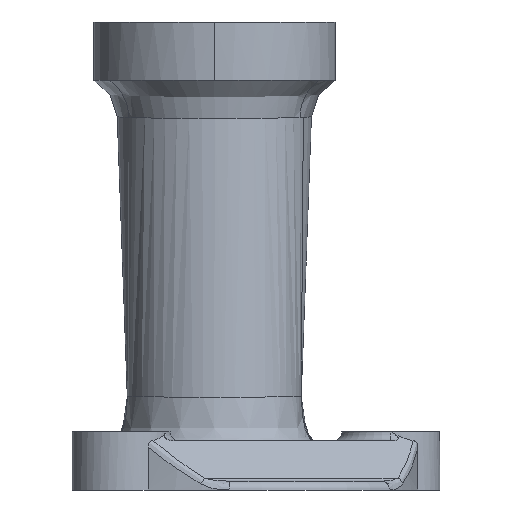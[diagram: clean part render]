
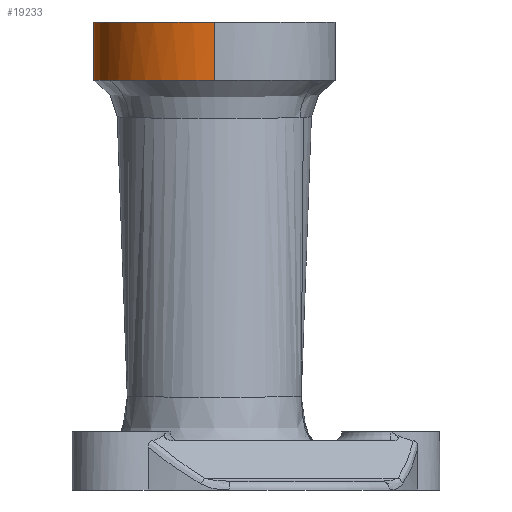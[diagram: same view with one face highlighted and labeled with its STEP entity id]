
A CAD part, left-side view. The second image highlights one B-rep face of the part: STEP entity #19233.
In plain terms, the highlighted cylindrical face has radius 27.125 mm (diameter 54.25 mm), a partial arc.
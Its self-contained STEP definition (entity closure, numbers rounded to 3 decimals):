
#263 = VERTEX_POINT ( 'NONE', #18770 ) ;
#520 = AXIS2_PLACEMENT_3D ( 'NONE', #8366, #15017, #20332 ) ;
#597 = CIRCLE ( 'NONE', #11046, 27.125 ) ;
#1824 = VECTOR ( 'NONE', #2287, 1000. ) ;
#2287 = DIRECTION ( 'NONE',  ( 0., 0., 1. ) ) ;
#2877 = CARTESIAN_POINT ( 'NONE',  ( -163.625, -30.625, 80.778 ) ) ;
#3137 = DIRECTION ( 'NONE',  ( 1., 0., 0. ) ) ;
#3644 = CIRCLE ( 'NONE', #520, 27.125 ) ;
#4365 = EDGE_CURVE ( 'NONE', #18423, #9052, #4627, .T. ) ;
#4627 = CIRCLE ( 'NONE', #14007, 27.125 ) ;
#4805 = CARTESIAN_POINT ( 'NONE',  ( -163.625, -30.625, 80.778 ) ) ;
#4809 = ORIENTED_EDGE ( 'NONE', *, *, #6580, .F. ) ;
#6580 = EDGE_CURVE ( 'NONE', #15221, #18423, #10333, .T. ) ;
#6868 = VECTOR ( 'NONE', #9290, 1000. ) ;
#6901 = DIRECTION ( 'NONE',  ( 1., 0., 0. ) ) ;
#7115 = DIRECTION ( 'NONE',  ( 0., 0., 1. ) ) ;
#7168 = EDGE_CURVE ( 'NONE', #263, #13824, #12263, .T. ) ;
#7386 = FACE_OUTER_BOUND ( 'NONE', #19699, .T. ) ;
#7560 = CARTESIAN_POINT ( 'NONE',  ( -109.375, -30.625, 80.778 ) ) ;
#7921 = DIRECTION ( 'NONE',  ( 0., 0., 1. ) ) ;
#8006 = ORIENTED_EDGE ( 'NONE', *, *, #17287, .T. ) ;
#8141 = CARTESIAN_POINT ( 'NONE',  ( -136.5, -30.625, 80.778 ) ) ;
#8366 = CARTESIAN_POINT ( 'NONE',  ( -136.5, -30.625, 80.778 ) ) ;
#8794 = CARTESIAN_POINT ( 'NONE',  ( -109.375, -30.625, 93.778 ) ) ;
#8949 = ORIENTED_EDGE ( 'NONE', *, *, #4365, .F. ) ;
#9010 = DIRECTION ( 'NONE',  ( 0., 0., 1. ) ) ;
#9052 = VERTEX_POINT ( 'NONE', #17186 ) ;
#9290 = DIRECTION ( 'NONE',  ( 0., 0., 1. ) ) ;
#9543 = CARTESIAN_POINT ( 'NONE',  ( -136.5, -30.625, 80.778 ) ) ;
#9769 = DIRECTION ( 'NONE',  ( 0., 0., 1. ) ) ;
#10006 = AXIS2_PLACEMENT_3D ( 'NONE', #18826, #9010, #17298 ) ;
#10333 = LINE ( 'NONE', #15473, #1824 ) ;
#11033 = EDGE_CURVE ( 'NONE', #21257, #9052, #17699, .T. ) ;
#11046 = AXIS2_PLACEMENT_3D ( 'NONE', #9543, #7921, #12930 ) ;
#11560 = EDGE_CURVE ( 'NONE', #13824, #21257, #597, .T. ) ;
#12263 = CIRCLE ( 'NONE', #16432, 27.125 ) ;
#12930 = DIRECTION ( 'NONE',  ( 1., 0., 0. ) ) ;
#13824 = VERTEX_POINT ( 'NONE', #20664 ) ;
#14007 = AXIS2_PLACEMENT_3D ( 'NONE', #15185, #7115, #6901 ) ;
#15017 = DIRECTION ( 'NONE',  ( 0., 0., 1. ) ) ;
#15185 = CARTESIAN_POINT ( 'NONE',  ( -136.5, -30.625, 93.778 ) ) ;
#15221 = VERTEX_POINT ( 'NONE', #7560 ) ;
#15473 = CARTESIAN_POINT ( 'NONE',  ( -109.375, -30.625, 80.778 ) ) ;
#16432 = AXIS2_PLACEMENT_3D ( 'NONE', #8141, #9769, #3137 ) ;
#17083 = CYLINDRICAL_SURFACE ( 'NONE', #10006, 27.125 ) ;
#17186 = CARTESIAN_POINT ( 'NONE',  ( -163.625, -30.625, 93.778 ) ) ;
#17287 = EDGE_CURVE ( 'NONE', #15221, #263, #3644, .T. ) ;
#17298 = DIRECTION ( 'NONE',  ( 1., 0., 0. ) ) ;
#17699 = LINE ( 'NONE', #2877, #6868 ) ;
#18181 = ORIENTED_EDGE ( 'NONE', *, *, #7168, .T. ) ;
#18423 = VERTEX_POINT ( 'NONE', #8794 ) ;
#18770 = CARTESIAN_POINT ( 'NONE',  ( -123.392, -6.878, 80.778 ) ) ;
#18826 = CARTESIAN_POINT ( 'NONE',  ( -136.5, -30.625, 80.778 ) ) ;
#19233 = ADVANCED_FACE ( 'NONE', ( #7386 ), #17083, .T. ) ;
#19699 = EDGE_LOOP ( 'NONE', ( #20052, #20017, #8949, #4809, #8006, #18181 ) ) ;
#20017 = ORIENTED_EDGE ( 'NONE', *, *, #11033, .T. ) ;
#20052 = ORIENTED_EDGE ( 'NONE', *, *, #11560, .T. ) ;
#20332 = DIRECTION ( 'NONE',  ( 1., 0., 0. ) ) ;
#20664 = CARTESIAN_POINT ( 'NONE',  ( -149.645, -6.898, 80.778 ) ) ;
#21257 = VERTEX_POINT ( 'NONE', #4805 ) ;
